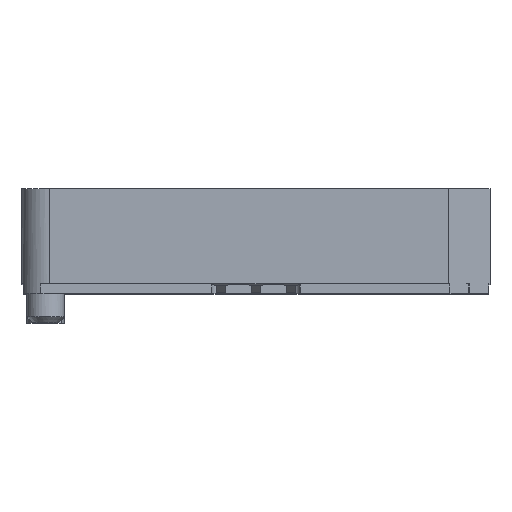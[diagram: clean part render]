
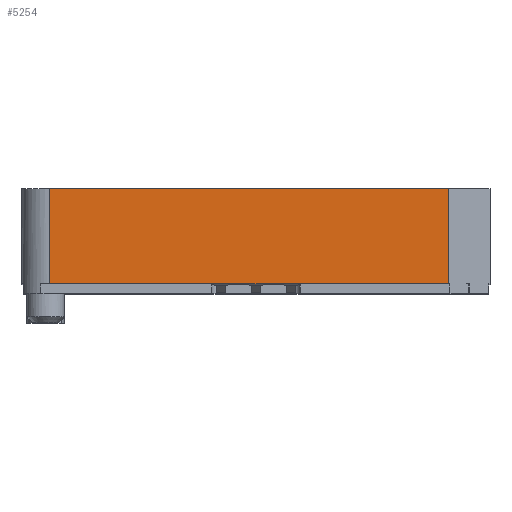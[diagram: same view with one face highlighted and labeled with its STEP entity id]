
A CAD part, top view. The second image highlights one B-rep face of the part: STEP entity #5254.
In plain terms, the highlighted planar face has unit normal (0, 0, 1).
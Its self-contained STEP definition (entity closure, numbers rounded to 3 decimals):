
#5254=ADVANCED_FACE('',(#10630),#10631,.T.);
#10630=FACE_OUTER_BOUND('',#16125,.T.);
#10631=PLANE('',#16126);
#16125=EDGE_LOOP('',(#33402,#33403,#33404,#33405,#33406,#33407,#33408,#33409));
#16126=AXIS2_PLACEMENT_3D('',#33410,#33411,#33412);
#33402=ORIENTED_EDGE('',*,*,#41580,.T.);
#33403=ORIENTED_EDGE('',*,*,#41615,.T.);
#33404=ORIENTED_EDGE('',*,*,#41594,.T.);
#33405=ORIENTED_EDGE('',*,*,#41643,.T.);
#33406=ORIENTED_EDGE('',*,*,#41278,.T.);
#33407=ORIENTED_EDGE('',*,*,#41644,.T.);
#33408=ORIENTED_EDGE('',*,*,#41645,.F.);
#33409=ORIENTED_EDGE('',*,*,#41646,.T.);
#33410=CARTESIAN_POINT('',(-0.25,0.,9.75));
#33411=DIRECTION('',(0.0,0.,1.0));
#33412=DIRECTION('',(1.0,0.0,0.0));
#41278=EDGE_CURVE('',#51912,#51910,#51913,.T.);
#41580=EDGE_CURVE('',#52341,#52339,#52342,.T.);
#41594=EDGE_CURVE('',#52360,#52358,#52361,.T.);
#41615=EDGE_CURVE('',#52339,#52360,#52396,.T.);
#41643=EDGE_CURVE('',#52358,#51912,#52432,.T.);
#41644=EDGE_CURVE('',#51910,#52433,#52434,.T.);
#41645=EDGE_CURVE('',#52435,#52433,#52436,.T.);
#41646=EDGE_CURVE('',#52435,#52341,#52437,.T.);
#51910=VERTEX_POINT('',#66539);
#51912=VERTEX_POINT('',#66542);
#51913=LINE('',#66543,#66544);
#52339=VERTEX_POINT('',#67185);
#52341=VERTEX_POINT('',#67188);
#52342=LINE('',#67189,#67190);
#52358=VERTEX_POINT('',#67214);
#52360=VERTEX_POINT('',#67217);
#52361=LINE('',#67218,#67219);
#52396=LINE('',#67273,#67274);
#52432=LINE('',#67327,#67328);
#52433=VERTEX_POINT('',#67329);
#52434=LINE('',#67330,#67331);
#52435=VERTEX_POINT('',#67332);
#52436=LINE('',#67333,#67334);
#52437=LINE('',#67335,#67336);
#66539=CARTESIAN_POINT('',(6.975,3.8,9.75));
#66542=CARTESIAN_POINT('',(6.975,0.35,9.75));
#66543=CARTESIAN_POINT('',(6.975,0.,9.75));
#66544=VECTOR('',#75367,1.0);
#67185=CARTESIAN_POINT('',(-1.605,0.352,9.75));
#67188=CARTESIAN_POINT('',(-1.605,0.35,9.75));
#67189=CARTESIAN_POINT('',(-1.605,0.176,9.75));
#67190=VECTOR('',#75599,1.0);
#67214=CARTESIAN_POINT('',(1.605,0.35,9.75));
#67217=CARTESIAN_POINT('',(1.605,0.352,9.75));
#67218=CARTESIAN_POINT('',(1.605,0.176,9.75));
#67219=VECTOR('',#75609,1.0);
#67273=CARTESIAN_POINT('',(-0.125,0.352,9.75));
#67274=VECTOR('',#75629,1.0);
#67327=CARTESIAN_POINT('',(-0.125,0.35,9.75));
#67328=VECTOR('',#75647,1.0);
#67329=CARTESIAN_POINT('',(-7.475,3.8,9.75));
#67330=CARTESIAN_POINT('',(-7.475,3.8,9.75));
#67331=VECTOR('',#75648,1.0);
#67332=CARTESIAN_POINT('',(-7.475,0.35,9.75));
#67333=CARTESIAN_POINT('',(-7.475,0.,9.75));
#67334=VECTOR('',#75649,1.0);
#67335=CARTESIAN_POINT('',(-0.125,0.35,9.75));
#67336=VECTOR('',#75650,1.0);
#75367=DIRECTION('',(0.0,1.0,0.));
#75599=DIRECTION('',(0.0,1.0,0.));
#75609=DIRECTION('',(0.0,-1.0,0.));
#75629=DIRECTION('',(1.0,0.0,0.0));
#75647=DIRECTION('',(1.0,0.0,0.0));
#75648=DIRECTION('',(-1.0,0.0,0.0));
#75649=DIRECTION('',(0.0,1.0,0.));
#75650=DIRECTION('',(1.0,0.0,0.0));
